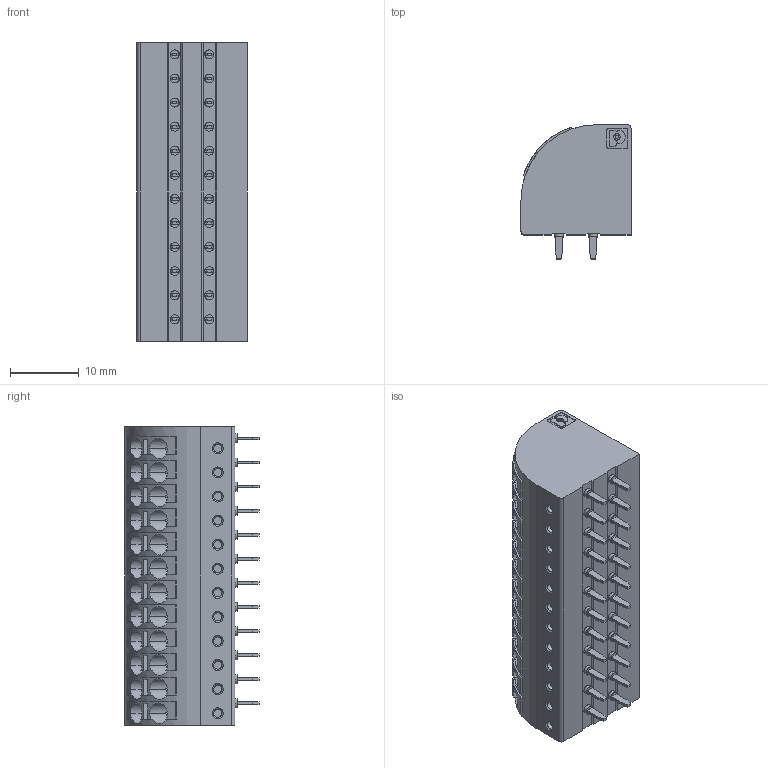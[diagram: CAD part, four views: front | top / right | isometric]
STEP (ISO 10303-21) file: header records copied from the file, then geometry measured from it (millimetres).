
FILE_DESCRIPTION(('SolidDesigner STEP Export'),'2;1');
FILE_NAME('ptda_1.5-12-3.5.stp','2007-04-04T12:17:27',(''),(''),'OneSpace Designer STEP processor for AP214 (Solid Model)','OneSpace Designer 14.50 18-Oct-2006 (C) CoCreate Software GmbH','');
FILE_SCHEMA(('AUTOMOTIVE_DESIGN { 1 0 10303 214 1 1 1 1 }'));
Products named in the file (2): ptda_1.5-12-3.5
Assembly tree (1 placements, depth 2):
  ptda_1.5-12-3.5
    ptda_1.5-12-3.5
Bounding box: 16 x 19.5 x 43.4 mm (x, y, z)
Volume: 9103 mm3; surface area: 4740.5 mm2
Topology: 1 solids, 1 shells, 836 faces, 2286 edges, 1540 vertices
Faces by surface type: plane 511, cylinder 229, cone 96
Entity records: 54130 total; most frequent: CARTESIAN_POINT 26861, ORIENTED_EDGE 4572, DIRECTION 3742, EDGE_CURVE 2286, VERTEX_POINT 1540, VECTOR 1300, LINE 1300, AXIS2_PLACEMENT_3D 1221
